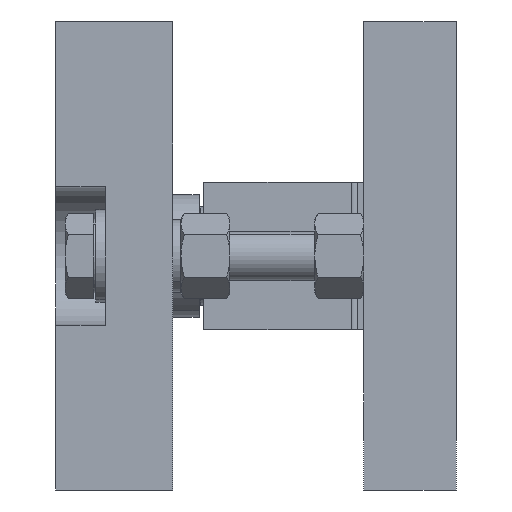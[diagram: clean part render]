
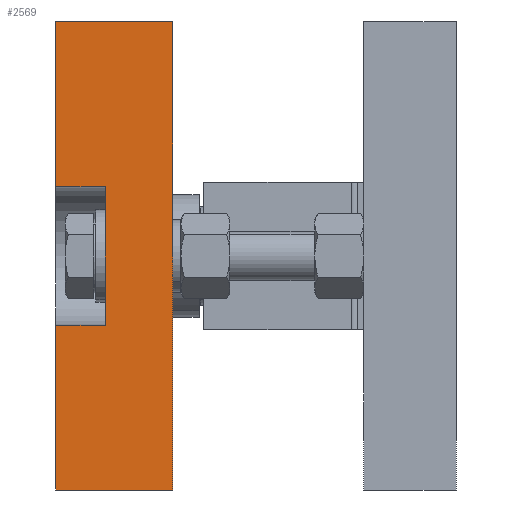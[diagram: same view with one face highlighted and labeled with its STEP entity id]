
A CAD part, left-side view. The second image highlights one B-rep face of the part: STEP entity #2569.
In plain terms, the highlighted planar face has unit normal (-1, 0, 0).
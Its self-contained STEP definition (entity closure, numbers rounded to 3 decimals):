
#16 = CARTESIAN_POINT ( 'NONE',  ( -89., 0., -76. ) ) ;
#71 = VECTOR ( 'NONE', #7007, 1000. ) ;
#226 = ORIENTED_EDGE ( 'NONE', *, *, #2673, .F. ) ;
#277 = VECTOR ( 'NONE', #1492, 1000. ) ;
#340 = CARTESIAN_POINT ( 'NONE',  ( -89., 0., -76. ) ) ;
#430 = CARTESIAN_POINT ( 'NONE',  ( -89., 38., 76. ) ) ;
#450 = LINE ( 'NONE', #4280, #277 ) ;
#461 = VERTEX_POINT ( 'NONE', #2004 ) ;
#576 = ORIENTED_EDGE ( 'NONE', *, *, #2177, .T. ) ;
#619 = CARTESIAN_POINT ( 'NONE',  ( -89., 38., -76. ) ) ;
#714 = ORIENTED_EDGE ( 'NONE', *, *, #6234, .T. ) ;
#770 = EDGE_CURVE ( 'NONE', #1140, #4931, #6666, .T. ) ;
#815 = ORIENTED_EDGE ( 'NONE', *, *, #770, .F. ) ;
#971 = VECTOR ( 'NONE', #6367, 1000. ) ;
#1044 = CARTESIAN_POINT ( 'NONE',  ( -89., 22., 22.5 ) ) ;
#1075 = VERTEX_POINT ( 'NONE', #1345 ) ;
#1096 = DIRECTION ( 'NONE',  ( 0., 1., 0. ) ) ;
#1129 = CARTESIAN_POINT ( 'NONE',  ( -89., 38., -76. ) ) ;
#1140 = VERTEX_POINT ( 'NONE', #1414 ) ;
#1345 = CARTESIAN_POINT ( 'NONE',  ( -89., 38., -76. ) ) ;
#1348 = FACE_OUTER_BOUND ( 'NONE', #6422, .T. ) ;
#1365 = CARTESIAN_POINT ( 'NONE',  ( -89., 22., 22.5 ) ) ;
#1380 = LINE ( 'NONE', #5504, #3033 ) ;
#1414 = CARTESIAN_POINT ( 'NONE',  ( -89., 22., -22.5 ) ) ;
#1451 = EDGE_CURVE ( 'NONE', #1140, #461, #1380, .T. ) ;
#1492 = DIRECTION ( 'NONE',  ( 0., 0., 1. ) ) ;
#1523 = LINE ( 'NONE', #3209, #71 ) ;
#1604 = ORIENTED_EDGE ( 'NONE', *, *, #6327, .F. ) ;
#1733 = DIRECTION ( 'NONE',  ( 0., 0., -1. ) ) ;
#1914 = VERTEX_POINT ( 'NONE', #430 ) ;
#2004 = CARTESIAN_POINT ( 'NONE',  ( -89., 38., -22.5 ) ) ;
#2177 = EDGE_CURVE ( 'NONE', #1075, #4745, #6241, .T. ) ;
#2261 = ORIENTED_EDGE ( 'NONE', *, *, #5598, .F. ) ;
#2279 = LINE ( 'NONE', #2940, #4172 ) ;
#2569 = ADVANCED_FACE ( 'NONE', ( #1348 ), #4424, .F. ) ;
#2673 = EDGE_CURVE ( 'NONE', #6105, #1914, #1523, .T. ) ;
#2940 = CARTESIAN_POINT ( 'NONE',  ( -89., 38., 76. ) ) ;
#2994 = ORIENTED_EDGE ( 'NONE', *, *, #1451, .T. ) ;
#3033 = VECTOR ( 'NONE', #1096, 1000. ) ;
#3209 = CARTESIAN_POINT ( 'NONE',  ( -89., 38., -76. ) ) ;
#3336 = DIRECTION ( 'NONE',  ( 0., 0., 1. ) ) ;
#3743 = VERTEX_POINT ( 'NONE', #6889 ) ;
#3913 = VECTOR ( 'NONE', #6694, 1000. ) ;
#4172 = VECTOR ( 'NONE', #4591, 1000. ) ;
#4280 = CARTESIAN_POINT ( 'NONE',  ( -89., 38., -76. ) ) ;
#4312 = DIRECTION ( 'NONE',  ( 0., 1., 0. ) ) ;
#4424 = PLANE ( 'NONE',  #6064 ) ;
#4445 = ORIENTED_EDGE ( 'NONE', *, *, #7080, .F. ) ;
#4591 = DIRECTION ( 'NONE',  ( 0., -1., 0. ) ) ;
#4745 = VERTEX_POINT ( 'NONE', #16 ) ;
#4931 = VERTEX_POINT ( 'NONE', #1365 ) ;
#5019 = LINE ( 'NONE', #340, #971 ) ;
#5105 = VECTOR ( 'NONE', #4312, 1000. ) ;
#5145 = CARTESIAN_POINT ( 'NONE',  ( -89., 38., 22.5 ) ) ;
#5504 = CARTESIAN_POINT ( 'NONE',  ( -89., 22., -22.5 ) ) ;
#5598 = EDGE_CURVE ( 'NONE', #4931, #6105, #6672, .T. ) ;
#5893 = VECTOR ( 'NONE', #3336, 1000. ) ;
#6064 = AXIS2_PLACEMENT_3D ( 'NONE', #619, #6085, #1733 ) ;
#6085 = DIRECTION ( 'NONE',  ( 1., 0., 0. ) ) ;
#6105 = VERTEX_POINT ( 'NONE', #5145 ) ;
#6234 = EDGE_CURVE ( 'NONE', #4745, #3743, #5019, .T. ) ;
#6241 = LINE ( 'NONE', #1129, #3913 ) ;
#6327 = EDGE_CURVE ( 'NONE', #1075, #461, #450, .T. ) ;
#6367 = DIRECTION ( 'NONE',  ( 0., 0., 1. ) ) ;
#6422 = EDGE_LOOP ( 'NONE', ( #815, #2994, #1604, #576, #714, #4445, #226, #2261 ) ) ;
#6666 = LINE ( 'NONE', #1044, #5893 ) ;
#6672 = LINE ( 'NONE', #7016, #5105 ) ;
#6694 = DIRECTION ( 'NONE',  ( 0., -1., 0. ) ) ;
#6889 = CARTESIAN_POINT ( 'NONE',  ( -89., 0., 76. ) ) ;
#7007 = DIRECTION ( 'NONE',  ( 0., 0., 1. ) ) ;
#7016 = CARTESIAN_POINT ( 'NONE',  ( -89., 22., 22.5 ) ) ;
#7080 = EDGE_CURVE ( 'NONE', #1914, #3743, #2279, .T. ) ;
